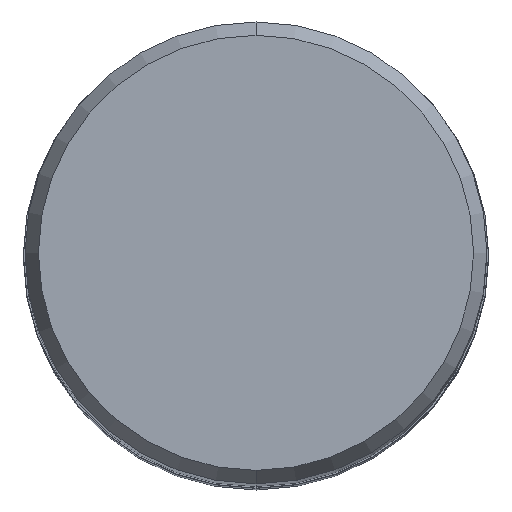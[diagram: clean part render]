
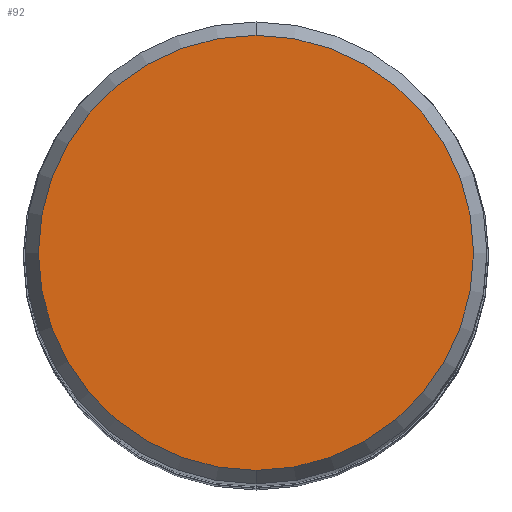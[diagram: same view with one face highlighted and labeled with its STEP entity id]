
A CAD part, top view. The second image highlights one B-rep face of the part: STEP entity #92.
In plain terms, the highlighted planar face has unit normal (0, 0, 1).
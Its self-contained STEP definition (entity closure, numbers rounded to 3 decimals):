
#80=EDGE_CURVE('',#162,#132,#193,.T.);
#92=ADVANCED_FACE('',(#206),#207,.T.);
#132=VERTEX_POINT('',#253);
#136=EDGE_CURVE('',#132,#162,#257,.T.);
#162=VERTEX_POINT('',#287);
#193=CIRCLE('',#312,7.479);
#206=FACE_OUTER_BOUND('',#328,.T.);
#207=PLANE('',#329);
#253=CARTESIAN_POINT('',(0.,-7.479,0.01));
#257=CIRCLE('',#390,7.479);
#287=CARTESIAN_POINT('',(0.0,7.479,0.01));
#312=AXIS2_PLACEMENT_3D('',#444,#445,#446);
#328=EDGE_LOOP('',(#459,#460));
#329=AXIS2_PLACEMENT_3D('',#461,#462,#463);
#390=AXIS2_PLACEMENT_3D('',#529,#530,#531);
#444=CARTESIAN_POINT('',(0.0,0.0,0.01));
#445=DIRECTION('',(0.0,0.0,-1.0));
#446=DIRECTION('',(0.0,1.0,0.0));
#459=ORIENTED_EDGE('',*,*,#80,.F.);
#460=ORIENTED_EDGE('',*,*,#136,.F.);
#461=CARTESIAN_POINT('',(0.0,3.74,0.01));
#462=DIRECTION('',(-0.0,0.0,1.0));
#463=DIRECTION('',(0.0,-1.0,0.0));
#529=CARTESIAN_POINT('',(0.0,0.0,0.01));
#530=DIRECTION('',(0.0,0.0,-1.0));
#531=DIRECTION('',(0.0,1.0,0.0));
